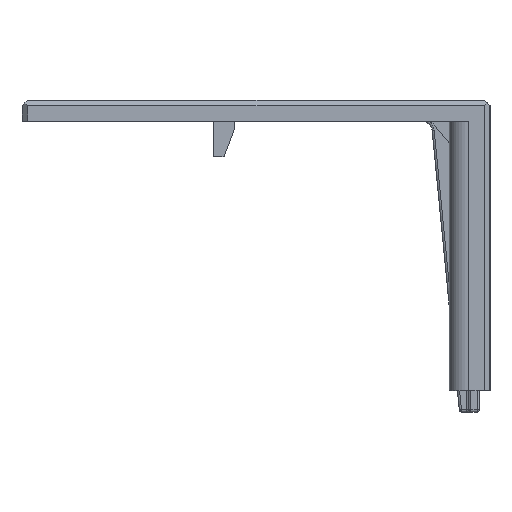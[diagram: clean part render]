
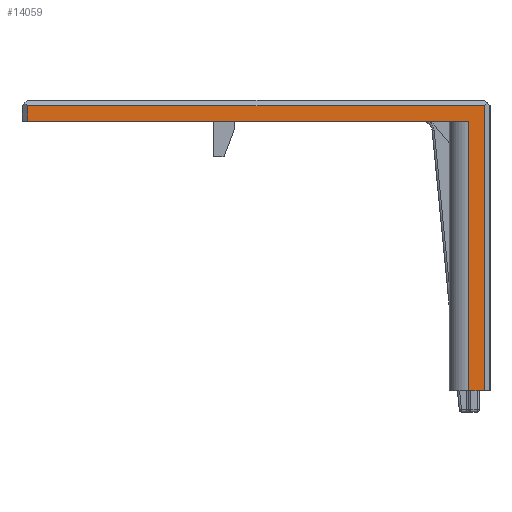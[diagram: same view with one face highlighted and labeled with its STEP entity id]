
A CAD part, left-side view. The second image highlights one B-rep face of the part: STEP entity #14059.
In plain terms, the highlighted planar face has unit normal (-1, 0, 0).
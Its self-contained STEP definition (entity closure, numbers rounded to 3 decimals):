
#2=DIRECTION('',(0.,0.,1.));
#3=VECTOR('',#2,40.2);
#4=CARTESIAN_POINT('',(-45.,-46.7,-19.));
#5=LINE('',#4,#3);
#6=DIRECTION('',(0.,1.,0.));
#7=VECTOR('',#6,62.2);
#8=CARTESIAN_POINT('',(-45.,-44.5,19.));
#9=LINE('',#8,#7);
#10=DIRECTION('',(0.,0.,1.));
#11=VECTOR('',#10,2.2);
#12=CARTESIAN_POINT('',(-45.,17.7,19.));
#13=LINE('',#12,#11);
#14=DIRECTION('',(0.,-1.,0.));
#15=VECTOR('',#14,64.4);
#16=CARTESIAN_POINT('',(-45.,17.7,21.2));
#17=LINE('',#16,#15);
#7338=DIRECTION('',(0.,0.,1.));
#7339=VECTOR('',#7338,38.);
#7340=CARTESIAN_POINT('',(-45.,-44.5,-19.));
#7341=LINE('',#7340,#7339);
#7991=DIRECTION('',(0.,1.,0.));
#7992=VECTOR('',#7991,2.2);
#7993=CARTESIAN_POINT('',(-45.,-46.7,-19.));
#7994=LINE('',#7993,#7992);
#13476=CARTESIAN_POINT('',(-45.,-44.5,-19.));
#13477=CARTESIAN_POINT('',(-45.,-44.5,19.));
#13478=VERTEX_POINT('',#13476);
#13479=VERTEX_POINT('',#13477);
#13546=CARTESIAN_POINT('',(-45.,-46.7,21.2));
#13548=VERTEX_POINT('',#13546);
#13554=CARTESIAN_POINT('',(-45.,-46.7,-19.));
#13555=VERTEX_POINT('',#13554);
#13560=CARTESIAN_POINT('',(-45.,17.7,21.2));
#13561=VERTEX_POINT('',#13560);
#13562=CARTESIAN_POINT('',(-45.,17.7,19.));
#13563=VERTEX_POINT('',#13562);
#14040=CARTESIAN_POINT('',(-45.,0.,0.));
#14041=DIRECTION('',(1.,0.,0.));
#14042=DIRECTION('',(0.,0.,-1.));
#14043=AXIS2_PLACEMENT_3D('',#14040,#14041,#14042);
#14044=PLANE('',#14043);
#14046=ORIENTED_EDGE('',*,*,#14045,.F.);
#14048=ORIENTED_EDGE('',*,*,#14047,.T.);
#14050=ORIENTED_EDGE('',*,*,#14049,.T.);
#14052=ORIENTED_EDGE('',*,*,#14051,.T.);
#14054=ORIENTED_EDGE('',*,*,#14053,.T.);
#14056=ORIENTED_EDGE('',*,*,#14055,.T.);
#14057=EDGE_LOOP('',(#14046,#14048,#14050,#14052,#14054,#14056));
#14058=FACE_OUTER_BOUND('',#14057,.F.);
#14059=ADVANCED_FACE('',(#14058),#14044,.F.);
#14045=EDGE_CURVE('',#13555,#13548,#5,.T.);
#14047=EDGE_CURVE('',#13555,#13478,#7994,.T.);
#14049=EDGE_CURVE('',#13478,#13479,#7341,.T.);
#14051=EDGE_CURVE('',#13479,#13563,#9,.T.);
#14053=EDGE_CURVE('',#13563,#13561,#13,.T.);
#14055=EDGE_CURVE('',#13561,#13548,#17,.T.);
